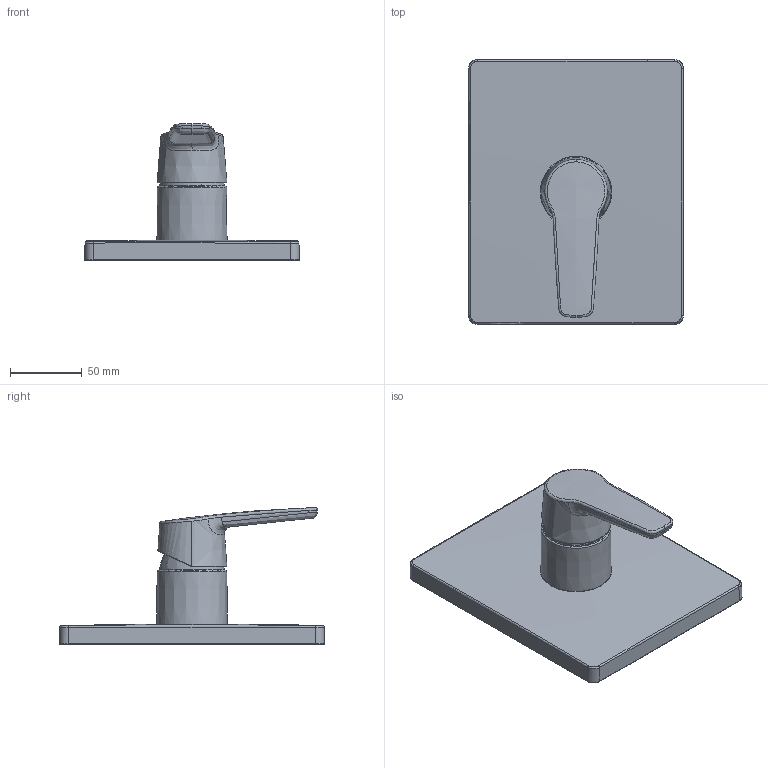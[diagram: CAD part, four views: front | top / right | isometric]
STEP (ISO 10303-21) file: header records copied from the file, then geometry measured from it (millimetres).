
FILE_DESCRIPTION (( 'STEP AP203' ), '1' );
FILE_NAME ('3987(2016)+80619093.STEP', '2017-03-09T05:52:24', ( '' ), ( '' ), 'SwSTEP 2.0', 'SolidWorks 2016', '' );
FILE_SCHEMA (( 'CONFIG_CONTROL_DESIGN' ));
Length unit declared in the file: millimetre
Products named in the file (1): 3987(2016)+80619093
Bounding box: 149.97 x 184.97 x 95.4 mm (x, y, z)
Volume: 522323 mm3; surface area: 78923.6 mm2
Topology: 1 solids, 1 shells, 67 faces, 182 edges, 120 vertices
Faces by surface type: bspline 40, cylinder 11, plane 9, torus 4, cone 2, sphere 1
Entity records: 13138 total; most frequent: CARTESIAN_POINT 11803, ORIENTED_EDGE 358, EDGE_CURVE 179, B_SPLINE_CURVE_WITH_KNOTS 145, VERTEX_POINT 119, DIRECTION 99, EDGE_LOOP 72, FACE_OUTER_BOUND 69
